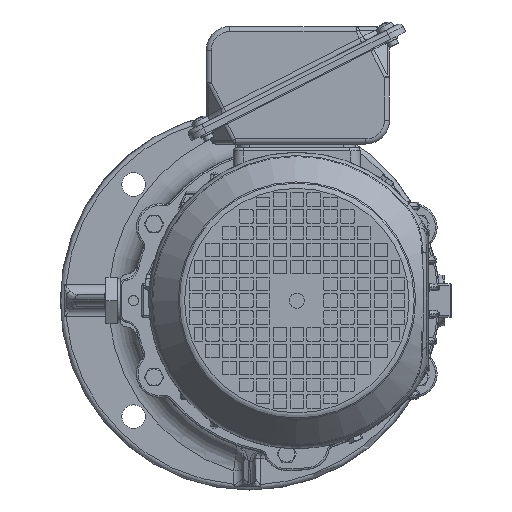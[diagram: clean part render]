
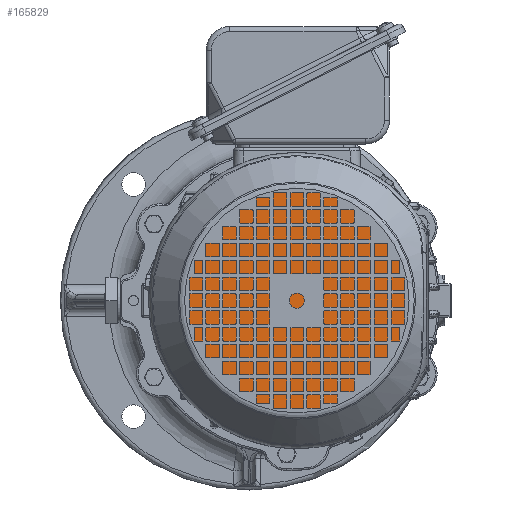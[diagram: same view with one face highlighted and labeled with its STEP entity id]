
A CAD part, left-side view. The second image highlights one B-rep face of the part: STEP entity #165829.
In plain terms, the highlighted planar face has unit normal (-1, 0, 0).
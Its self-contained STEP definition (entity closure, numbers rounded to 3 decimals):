
#2606 = DIRECTION ( 'NONE',  ( 0., 1., 0. ) ) ;
#21380 = CIRCLE ( 'NONE', #95826, 72. ) ;
#22333 = EDGE_LOOP ( 'NONE', ( #107396 ) ) ;
#34784 = CARTESIAN_POINT ( 'NONE',  ( -181., 66., 0. ) ) ;
#59053 = VERTEX_POINT ( 'NONE', #34784 ) ;
#63863 = FACE_OUTER_BOUND ( 'NONE', #22333, .T. ) ;
#69863 = DIRECTION ( 'NONE',  ( -1., 0., 0. ) ) ;
#71976 = EDGE_CURVE ( 'NONE', #59053, #59053, #21380, .T. ) ;
#85552 = AXIS2_PLACEMENT_3D ( 'NONE', #131119, #154510, #118170 ) ;
#95826 = AXIS2_PLACEMENT_3D ( 'NONE', #160610, #69863, #2606 ) ;
#107396 = ORIENTED_EDGE ( 'NONE', *, *, #71976, .T. ) ;
#118170 = DIRECTION ( 'NONE',  ( 0., 1., 0. ) ) ;
#131119 = CARTESIAN_POINT ( 'NONE',  ( -181., 64.25, 0. ) ) ;
#143165 = PLANE ( 'NONE',  #85552 ) ;
#154510 = DIRECTION ( 'NONE',  ( -1., 0., 0. ) ) ;
#160610 = CARTESIAN_POINT ( 'NONE',  ( -181., -6., 0. ) ) ;
#165829 = ADVANCED_FACE ( 'NONE', ( #63863 ), #143165, .T. ) ;
